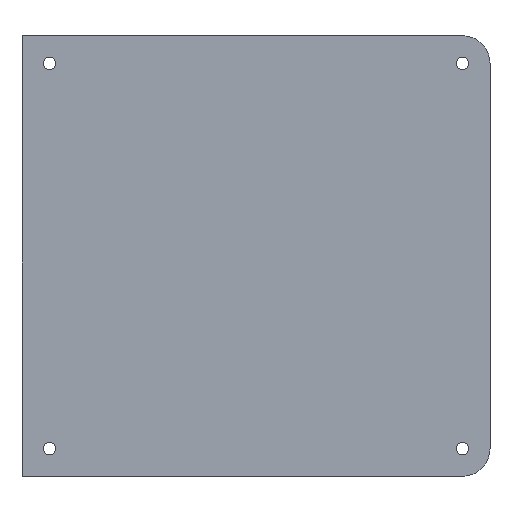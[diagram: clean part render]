
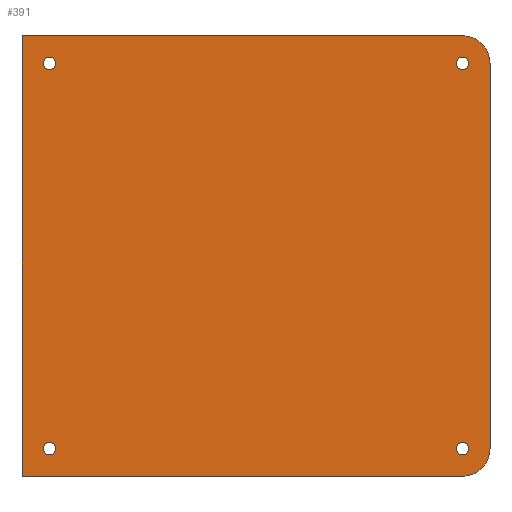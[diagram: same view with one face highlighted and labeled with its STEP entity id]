
A CAD part, top view. The second image highlights one B-rep face of the part: STEP entity #391.
In plain terms, the highlighted planar face has unit normal (0, 0, 1).
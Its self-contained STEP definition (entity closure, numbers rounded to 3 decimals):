
#19=FACE_BOUND('',#103,.T.);
#20=FACE_BOUND('',#104,.T.);
#21=FACE_BOUND('',#105,.T.);
#22=FACE_BOUND('',#106,.T.);
#33=CIRCLE('',#417,10.);
#34=CIRCLE('',#420,10.);
#41=CIRCLE('',#432,2.25);
#44=CIRCLE('',#437,2.25);
#47=CIRCLE('',#442,2.25);
#50=CIRCLE('',#447,2.25);
#77=FACE_OUTER_BOUND('',#102,.T.);
#102=EDGE_LOOP('',(#352,#353,#354,#355,#356,#357));
#103=EDGE_LOOP('',(#358));
#104=EDGE_LOOP('',(#359));
#105=EDGE_LOOP('',(#360));
#106=EDGE_LOOP('',(#361));
#120=LINE('',#606,#151);
#123=LINE('',#614,#154);
#128=LINE('',#624,#159);
#129=LINE('',#626,#160);
#151=VECTOR('',#484,10.);
#154=VECTOR('',#493,10.);
#159=VECTOR('',#504,10.);
#160=VECTOR('',#507,10.);
#181=VERTEX_POINT('',#603);
#182=VERTEX_POINT('',#605);
#183=VERTEX_POINT('',#609);
#184=VERTEX_POINT('',#613);
#185=VERTEX_POINT('',#617);
#186=VERTEX_POINT('',#622);
#193=VERTEX_POINT('',#643);
#196=VERTEX_POINT('',#653);
#199=VERTEX_POINT('',#663);
#202=VERTEX_POINT('',#673);
#220=EDGE_CURVE('',#182,#181,#120,.T.);
#222=EDGE_CURVE('',#183,#182,#33,.T.);
#224=EDGE_CURVE('',#184,#183,#123,.T.);
#226=EDGE_CURVE('',#185,#184,#34,.T.);
#230=EDGE_CURVE('',#181,#186,#128,.T.);
#231=EDGE_CURVE('',#186,#185,#129,.T.);
#240=EDGE_CURVE('',#193,#193,#41,.T.);
#245=EDGE_CURVE('',#196,#196,#44,.T.);
#250=EDGE_CURVE('',#199,#199,#47,.T.);
#255=EDGE_CURVE('',#202,#202,#50,.T.);
#352=ORIENTED_EDGE('',*,*,#230,.T.);
#353=ORIENTED_EDGE('',*,*,#231,.T.);
#354=ORIENTED_EDGE('',*,*,#226,.T.);
#355=ORIENTED_EDGE('',*,*,#224,.T.);
#356=ORIENTED_EDGE('',*,*,#222,.T.);
#357=ORIENTED_EDGE('',*,*,#220,.T.);
#358=ORIENTED_EDGE('',*,*,#255,.F.);
#359=ORIENTED_EDGE('',*,*,#250,.F.);
#360=ORIENTED_EDGE('',*,*,#240,.F.);
#361=ORIENTED_EDGE('',*,*,#245,.F.);
#370=PLANE('',#448);
#391=ADVANCED_FACE('',(#77,#19,#20,#21,#22),#370,.T.);
#417=AXIS2_PLACEMENT_3D('',#610,#488,#489);
#420=AXIS2_PLACEMENT_3D('',#618,#497,#498);
#432=AXIS2_PLACEMENT_3D('',#645,#528,#529);
#437=AXIS2_PLACEMENT_3D('',#655,#540,#541);
#442=AXIS2_PLACEMENT_3D('',#665,#552,#553);
#447=AXIS2_PLACEMENT_3D('',#675,#564,#565);
#448=AXIS2_PLACEMENT_3D('',#676,#566,#567);
#484=DIRECTION('',(-1.,0.,0.));
#488=DIRECTION('center_axis',(0.,0.,1.));
#489=DIRECTION('ref_axis',(1.,0.,0.));
#493=DIRECTION('',(0.,1.,0.));
#497=DIRECTION('center_axis',(0.,0.,1.));
#498=DIRECTION('ref_axis',(0.,-1.,0.));
#504=DIRECTION('',(0.,-1.,0.));
#507=DIRECTION('',(1.,0.,0.));
#528=DIRECTION('center_axis',(0.,0.,1.));
#529=DIRECTION('ref_axis',(1.,0.,0.));
#540=DIRECTION('center_axis',(0.,0.,1.));
#541=DIRECTION('ref_axis',(1.,0.,0.));
#552=DIRECTION('center_axis',(0.,0.,1.));
#553=DIRECTION('ref_axis',(1.,0.,0.));
#564=DIRECTION('center_axis',(0.,0.,1.));
#565=DIRECTION('ref_axis',(1.,0.,0.));
#566=DIRECTION('center_axis',(0.,0.,1.));
#567=DIRECTION('ref_axis',(-1.,0.,0.));
#603=CARTESIAN_POINT('',(0.001,80.,5.));
#605=CARTESIAN_POINT('',(160.,80.,5.));
#606=CARTESIAN_POINT('',(170.,80.,5.));
#609=CARTESIAN_POINT('',(170.,70.,5.));
#610=CARTESIAN_POINT('Origin',(160.,70.,5.));
#613=CARTESIAN_POINT('',(170.,-70.,5.));
#614=CARTESIAN_POINT('',(170.,-80.,5.));
#617=CARTESIAN_POINT('',(160.001,-80.,5.));
#618=CARTESIAN_POINT('Origin',(160.,-70.,5.));
#622=CARTESIAN_POINT('',(0.001,-80.,5.));
#624=CARTESIAN_POINT('',(0.001,80.,5.));
#626=CARTESIAN_POINT('',(0.001,-80.,5.));
#643=CARTESIAN_POINT('',(157.75,70.,5.));
#645=CARTESIAN_POINT('Origin',(160.,70.,5.));
#653=CARTESIAN_POINT('',(157.75,-70.,5.));
#655=CARTESIAN_POINT('Origin',(160.,-70.,5.));
#663=CARTESIAN_POINT('',(7.751,-70.,5.));
#665=CARTESIAN_POINT('Origin',(10.001,-70.,5.));
#673=CARTESIAN_POINT('',(7.751,70.,5.));
#675=CARTESIAN_POINT('Origin',(10.001,70.,5.));
#676=CARTESIAN_POINT('Origin',(85.,0.,5.));
